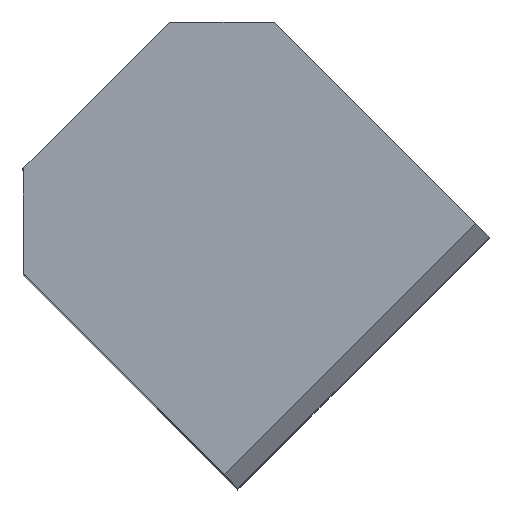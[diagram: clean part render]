
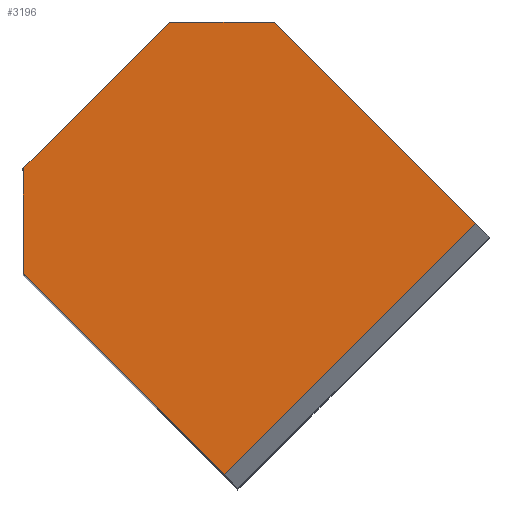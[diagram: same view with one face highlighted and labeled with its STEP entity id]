
A CAD part, top view. The second image highlights one B-rep face of the part: STEP entity #3196.
In plain terms, the highlighted planar face has unit normal (0, 0, 1).
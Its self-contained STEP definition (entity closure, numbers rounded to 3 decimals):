
#375=FACE_OUTER_BOUND('',#545,.T.);
#545=EDGE_LOOP('',(#2706,#2707,#2708,#2709,#2710,#2711,#2712,#2713));
#597=LINE('',#4528,#921);
#627=LINE('',#4603,#951);
#769=LINE('',#5026,#1093);
#843=LINE('',#5235,#1167);
#856=LINE('',#5268,#1180);
#857=LINE('',#5273,#1181);
#865=LINE('',#5292,#1189);
#897=LINE('',#5374,#1221);
#921=VECTOR('',#3574,10.);
#951=VECTOR('',#3606,10.);
#1093=VECTOR('',#4018,10.);
#1167=VECTOR('',#4198,10.);
#1180=VECTOR('',#4233,10.);
#1181=VECTOR('',#4240,10.);
#1189=VECTOR('',#4260,10.);
#1221=VECTOR('',#4352,10.);
#1245=VERTEX_POINT('',#4525);
#1246=VERTEX_POINT('',#4527);
#1278=VERTEX_POINT('',#4601);
#1424=VERTEX_POINT('',#5025);
#1494=VERTEX_POINT('',#5234);
#1503=VERTEX_POINT('',#5266);
#1504=VERTEX_POINT('',#5272);
#1509=VERTEX_POINT('',#5290);
#1549=EDGE_CURVE('',#1245,#1246,#597,.T.);
#1583=EDGE_CURVE('',#1245,#1278,#627,.T.);
#1794=EDGE_CURVE('',#1424,#1246,#769,.T.);
#1899=EDGE_CURVE('',#1494,#1424,#843,.T.);
#1916=EDGE_CURVE('',#1278,#1503,#856,.T.);
#1918=EDGE_CURVE('',#1504,#1494,#857,.T.);
#1928=EDGE_CURVE('',#1503,#1509,#865,.T.);
#1969=EDGE_CURVE('',#1509,#1504,#897,.T.);
#2706=ORIENTED_EDGE('',*,*,#1549,.F.);
#2707=ORIENTED_EDGE('',*,*,#1583,.T.);
#2708=ORIENTED_EDGE('',*,*,#1916,.T.);
#2709=ORIENTED_EDGE('',*,*,#1928,.T.);
#2710=ORIENTED_EDGE('',*,*,#1969,.T.);
#2711=ORIENTED_EDGE('',*,*,#1918,.T.);
#2712=ORIENTED_EDGE('',*,*,#1899,.T.);
#2713=ORIENTED_EDGE('',*,*,#1794,.T.);
#3047=PLANE('',#3493);
#3196=ADVANCED_FACE('',(#375),#3047,.T.);
#3493=AXIS2_PLACEMENT_3D('',#5373,#4350,#4351);
#3574=DIRECTION('',(-0.707,-0.707,0.));
#3606=DIRECTION('',(-0.707,0.707,0.));
#4018=DIRECTION('',(0.707,-0.707,0.));
#4198=DIRECTION('',(0.,-1.,0.));
#4233=DIRECTION('',(-1.,0.,0.));
#4240=DIRECTION('',(0.707,-0.707,0.));
#4260=DIRECTION('',(-0.707,0.707,0.));
#4350=DIRECTION('center_axis',(0.,0.,1.));
#4351=DIRECTION('ref_axis',(1.,0.,0.));
#4352=DIRECTION('',(-0.707,-0.707,0.));
#4525=CARTESIAN_POINT('',(-26.946,33.593,14.975));
#4527=CARTESIAN_POINT('',(-33.593,26.946,14.975));
#4528=CARTESIAN_POINT('',(-31.931,28.608,14.975));
#4601=CARTESIAN_POINT('',(-32.284,38.93,14.975));
#4603=CARTESIAN_POINT('',(-33.664,40.311,14.975));
#5025=CARTESIAN_POINT('',(-38.93,32.284,14.975));
#5026=CARTESIAN_POINT('',(-40.311,33.664,14.975));
#5234=CARTESIAN_POINT('',(-38.93,35.041,14.975));
#5235=CARTESIAN_POINT('',(-38.93,33.31,14.975));
#5266=CARTESIAN_POINT('',(-35.041,38.93,14.975));
#5268=CARTESIAN_POINT('',(-33.31,38.93,14.975));
#5272=CARTESIAN_POINT('',(-38.932,35.043,14.975));
#5273=CARTESIAN_POINT('',(-36.934,33.045,14.975));
#5290=CARTESIAN_POINT('',(-35.043,38.932,14.975));
#5292=CARTESIAN_POINT('',(-33.045,36.934,14.975));
#5373=CARTESIAN_POINT('Origin',(-32.992,32.992,14.975));
#5374=CARTESIAN_POINT('',(-33.664,40.311,14.975));
